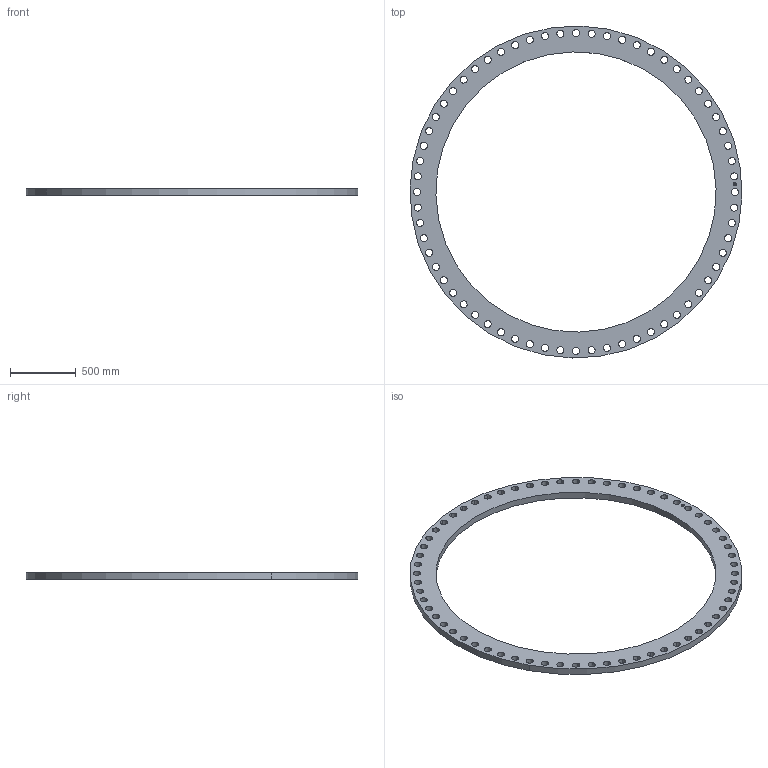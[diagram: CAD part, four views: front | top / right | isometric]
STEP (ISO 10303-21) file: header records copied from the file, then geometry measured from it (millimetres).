
FILE_DESCRIPTION(('3D STEP'),'2;1');
FILE_NAME('84-2B-RING-FF-AWWA-FLANGE.stp','2013-09-22T21:08:21+00:00',('Texas Flange'),(''),'CATIA Version 5 Release 20 SP 6 (IN-10)','CATIA V5 STEP AP214','800-826-3801');
FILE_SCHEMA(('AUTOMOTIVE_DESIGN { 1 0 10303 214 1 1 1 1 }'));
Length unit declared in the file: inch
Products named in the file (1): 84-2B-RING-FF-AWWA-FLANGE
Bounding box: 2532.94 x 2532.94 x 50.8 mm (x, y, z)
Volume: 66233583.4 mm3; surface area: 3904674.1 mm2
Topology: 1 solids, 1 shells, 519 faces, 1500 edges, 1000 vertices
Faces by surface type: plane 367, cylinder 152
Entity records: 19117 total; most frequent: ORIENTED_EDGE 3000, CARTESIAN_POINT 2921, DIRECTION 2340, EDGE_CURVE 1500, VECTOR 1196, LINE 1196, VERTEX_POINT 1000, AXIS2_PLACEMENT_3D 725
